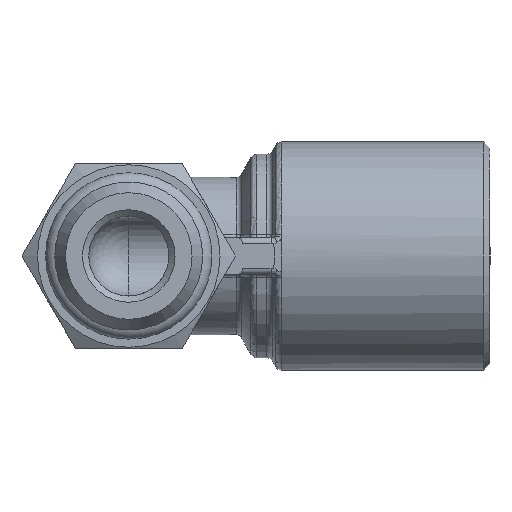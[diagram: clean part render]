
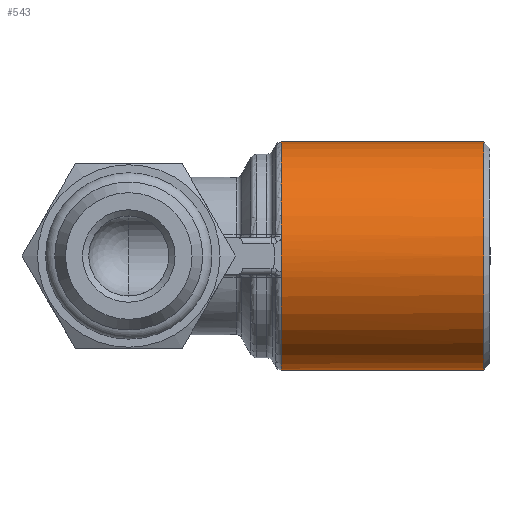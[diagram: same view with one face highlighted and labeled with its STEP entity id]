
A CAD part, front view. The second image highlights one B-rep face of the part: STEP entity #543.
In plain terms, the highlighted cylindrical face has radius 9.25 mm (diameter 18.5 mm), a full revolution.
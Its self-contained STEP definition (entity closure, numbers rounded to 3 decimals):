
#543 = ADVANCED_FACE( 'NONE', ( #1209, #1210 ), #1211, .T. );
#1209 = FACE_OUTER_BOUND( '', #3421, .T. );
#1210 = FACE_OUTER_BOUND( '', #3422, .T. );
#1211 = CYLINDRICAL_SURFACE( '', #3423, 9.25 );
#3421 = EDGE_LOOP( '', ( #5964, #5965, #5966 ) );
#3422 = EDGE_LOOP( '', ( #5967 ) );
#3423 = AXIS2_PLACEMENT_3D( '', #5968, #5969, #5970 );
#5964 = ORIENTED_EDGE( '', *, *, #7554, .T. );
#5965 = ORIENTED_EDGE( '', *, *, #7555, .T. );
#5966 = ORIENTED_EDGE( '', *, *, #7357, .T. );
#5967 = ORIENTED_EDGE( '', *, *, #7556, .F. );
#5968 = CARTESIAN_POINT( '', ( 0., 0., 0. ) );
#5969 = DIRECTION( '', ( 1., 0., 0. ) );
#5970 = DIRECTION( '', ( 0., 0., 1. ) );
#7357 = EDGE_CURVE( 'NONE', #8401, #8425, #8498, .T. );
#7554 = EDGE_CURVE( 'NONE', #8425, #8589, #8785, .T. );
#7555 = EDGE_CURVE( 'NONE', #8589, #8401, #8786, .T. );
#7556 = EDGE_CURVE( 'NONE', #8787, #8787, #8788, .T. );
#8401 = VERTEX_POINT( 'NONE', #10843 );
#8425 = VERTEX_POINT( 'NONE', #10896 );
#8498 = CIRCLE( '', #11097, 9.25 );
#8589 = VERTEX_POINT( 'NONE', #11270 );
#8785 = CIRCLE( '', #12066, 9.25 );
#8786 = CIRCLE( '', #12067, 9.25 );
#8787 = VERTEX_POINT( '', #12068 );
#8788 = CIRCLE( '', #12069, 9.25 );
#10843 = CARTESIAN_POINT( '', ( 12.355, -9.25, 0. ) );
#10896 = CARTESIAN_POINT( '', ( 12.355, -9.084, -1.743 ) );
#11097 = AXIS2_PLACEMENT_3D( '', #13587, #13588, #13589 );
#11270 = CARTESIAN_POINT( '', ( 12.355, -9.084, 1.743 ) );
#12066 = AXIS2_PLACEMENT_3D( '', #13727, #13728, #13729 );
#12067 = AXIS2_PLACEMENT_3D( '', #13730, #13731, #13732 );
#12068 = CARTESIAN_POINT( '', ( 28.8, 0., 9.25 ) );
#12069 = AXIS2_PLACEMENT_3D( '', #13733, #13734, #13735 );
#13587 = CARTESIAN_POINT( '', ( 12.355, 0., 0. ) );
#13588 = DIRECTION( '', ( 1., 0., 0. ) );
#13589 = DIRECTION( '', ( 0., 0., -1. ) );
#13727 = CARTESIAN_POINT( '', ( 12.355, 0., 0. ) );
#13728 = DIRECTION( '', ( 1., 0., 0. ) );
#13729 = DIRECTION( '', ( 0., 0., -1. ) );
#13730 = CARTESIAN_POINT( '', ( 12.355, 0., 0. ) );
#13731 = DIRECTION( '', ( 1., 0., 0. ) );
#13732 = DIRECTION( '', ( 0., 0., -1. ) );
#13733 = CARTESIAN_POINT( '', ( 28.8, 0., 0. ) );
#13734 = DIRECTION( '', ( 1., 0., 0. ) );
#13735 = DIRECTION( '', ( 0., 0., 1. ) );
